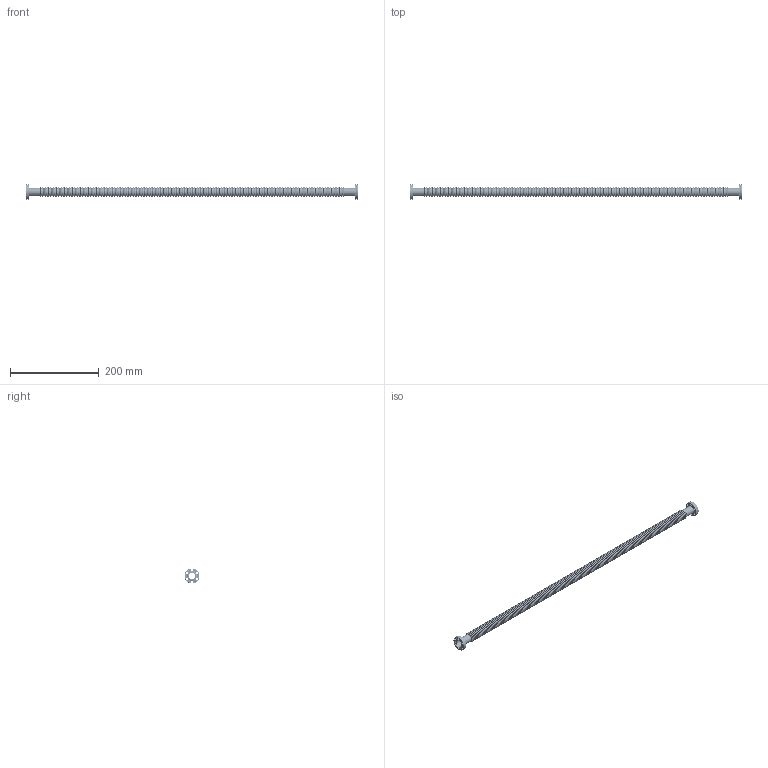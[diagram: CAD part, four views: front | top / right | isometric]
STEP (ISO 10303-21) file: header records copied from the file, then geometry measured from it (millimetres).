
FILE_DESCRIPTION (( 'STEP AP214' ), '1' );
FILE_NAME ('420SWN016-0750.stp', '2017-05-02T07:47:59', ( '' ), ( '' ), 'SwSTEP 2.0', 'SolidWorks 2015', '' );
FILE_SCHEMA (( 'AUTOMOTIVE_DESIGN' ));
Length unit declared in the file: millimetre
Products named in the file (1): 420SWN016-0750
Bounding box: 750 x 34 x 34 mm (x, y, z)
Volume: 33137.4 mm3; surface area: 232296 mm2
Topology: 197 solids, 197 shells, 6608 faces, 13256 edges, 7810 vertices
Faces by surface type: torus 3062, cylinder 2360, plane 1166, cone 20
Entity records: 249866 total; most frequent: DIRECTION 37318, CARTESIAN_POINT 27787, ORIENTED_EDGE 26512, AXIS2_PLACEMENT_3D 17469, EDGE_CURVE 13256, CIRCLE 10860, VERTEX_POINT 7810, EDGE_LOOP 7794
